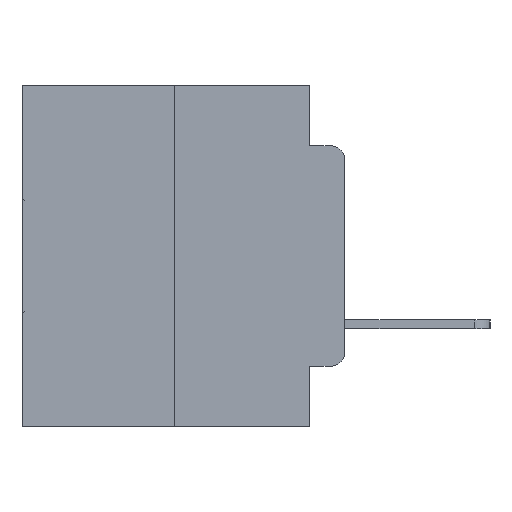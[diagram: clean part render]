
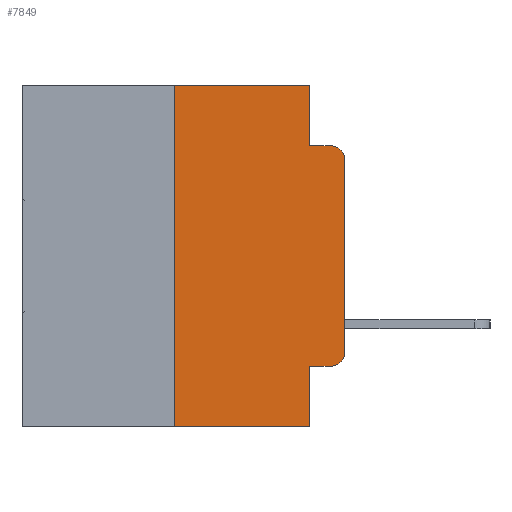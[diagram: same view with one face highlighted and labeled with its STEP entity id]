
A CAD part, left-side view. The second image highlights one B-rep face of the part: STEP entity #7849.
In plain terms, the highlighted planar face has unit normal (-1, 0, 0).
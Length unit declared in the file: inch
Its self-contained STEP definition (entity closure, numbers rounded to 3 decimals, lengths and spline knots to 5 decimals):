
#1214 = CARTESIAN_POINT ( 'NONE',  ( 0., 0.473, 0. ) ) ;
#1235 = DIRECTION ( 'NONE',  ( 0., 0., 1. ) ) ;
#1929 = LINE ( 'NONE', #1214, #11907 ) ;
#1991 = VERTEX_POINT ( 'NONE', #26301 ) ;
#2534 = ORIENTED_EDGE ( 'NONE', *, *, #11788, .F. ) ;
#2579 = DIRECTION ( 'NONE',  ( -1., 0., 0. ) ) ;
#2782 = VECTOR ( 'NONE', #7712, 39.37008 ) ;
#3004 = EDGE_CURVE ( 'NONE', #12294, #17530, #15761, .T. ) ;
#3251 = ORIENTED_EDGE ( 'NONE', *, *, #8761, .T. ) ;
#3721 = VECTOR ( 'NONE', #4059, 39.37008 ) ;
#4059 = DIRECTION ( 'NONE',  ( 0., -1., 0. ) ) ;
#4300 = VECTOR ( 'NONE', #19477, 39.37008 ) ;
#5260 = DIRECTION ( 'NONE',  ( 0., 0., -1. ) ) ;
#5381 = CARTESIAN_POINT ( 'NONE',  ( 0., 0.051, -0.4115 ) ) ;
#5932 = CARTESIAN_POINT ( 'NONE',  ( 0., 0.051, 0. ) ) ;
#6088 = CARTESIAN_POINT ( 'NONE',  ( 0., 0.25, 0. ) ) ;
#6319 = AXIS2_PLACEMENT_3D ( 'NONE', #16163, #2579, #18439 ) ;
#6371 = CARTESIAN_POINT ( 'NONE',  ( 0., 0.473, -0.5 ) ) ;
#7050 = VERTEX_POINT ( 'NONE', #14645 ) ;
#7693 = VERTEX_POINT ( 'NONE', #15106 ) ;
#7712 = DIRECTION ( 'NONE',  ( 0., -1., 0. ) ) ;
#7849 = ADVANCED_FACE ( 'NONE', ( #17412 ), #15591, .F. ) ;
#7916 = ORIENTED_EDGE ( 'NONE', *, *, #3004, .T. ) ;
#8627 = VECTOR ( 'NONE', #11628, 39.37008 ) ;
#8761 = EDGE_CURVE ( 'NONE', #7050, #24504, #17359, .T. ) ;
#8900 = DIRECTION ( 'NONE',  ( 1., 0., 0. ) ) ;
#10115 = VECTOR ( 'NONE', #21862, 39.37008 ) ;
#10291 = EDGE_CURVE ( 'NONE', #16734, #7050, #14858, .T. ) ;
#11361 = DIRECTION ( 'NONE',  ( -1., 0., 0. ) ) ;
#11628 = DIRECTION ( 'NONE',  ( 0., -1., 0. ) ) ;
#11788 = EDGE_CURVE ( 'NONE', #16734, #17530, #26771, .T. ) ;
#11907 = VECTOR ( 'NONE', #12581, 39.37008 ) ;
#12294 = VERTEX_POINT ( 'NONE', #16120 ) ;
#12457 = VERTEX_POINT ( 'NONE', #23347 ) ;
#12568 = EDGE_CURVE ( 'NONE', #16045, #23258, #1929, .T. ) ;
#12581 = DIRECTION ( 'NONE',  ( 0., -1., 0. ) ) ;
#13289 = EDGE_CURVE ( 'NONE', #12294, #16045, #23423, .T. ) ;
#13326 = AXIS2_PLACEMENT_3D ( 'NONE', #17782, #8900, #24510 ) ;
#13873 = CARTESIAN_POINT ( 'NONE',  ( 0., 0.051, -0.0885 ) ) ;
#14019 = LINE ( 'NONE', #17131, #24457 ) ;
#14610 = ORIENTED_EDGE ( 'NONE', *, *, #10291, .T. ) ;
#14645 = CARTESIAN_POINT ( 'NONE',  ( 0., 0.02, -0.4115 ) ) ;
#14801 = EDGE_CURVE ( 'NONE', #23258, #12457, #22306, .T. ) ;
#14858 = LINE ( 'NONE', #5381, #2782 ) ;
#15106 = CARTESIAN_POINT ( 'NONE',  ( 0., 0., -0.1085 ) ) ;
#15591 = PLANE ( 'NONE',  #13326 ) ;
#15761 = LINE ( 'NONE', #6371, #3721 ) ;
#15808 = EDGE_LOOP ( 'NONE', ( #27264, #16359, #17087, #28563, #17797, #25006, #7916, #2534, #14610, #3251 ) ) ;
#16045 = VERTEX_POINT ( 'NONE', #19714 ) ;
#16120 = CARTESIAN_POINT ( 'NONE',  ( 0., 0.25, -0.5 ) ) ;
#16163 = CARTESIAN_POINT ( 'NONE',  ( 0., 0.02, -0.1085 ) ) ;
#16294 = EDGE_CURVE ( 'NONE', #12457, #1991, #19911, .T. ) ;
#16359 = ORIENTED_EDGE ( 'NONE', *, *, #17835, .T. ) ;
#16734 = VERTEX_POINT ( 'NONE', #26365 ) ;
#17043 = CARTESIAN_POINT ( 'NONE',  ( 0., 0.051, 0. ) ) ;
#17087 = ORIENTED_EDGE ( 'NONE', *, *, #16294, .F. ) ;
#17131 = CARTESIAN_POINT ( 'NONE',  ( 0., 0., 0. ) ) ;
#17285 = CARTESIAN_POINT ( 'NONE',  ( 0., 0.051, -0.5 ) ) ;
#17359 = CIRCLE ( 'NONE', #28339, 0.02 ) ;
#17412 = FACE_OUTER_BOUND ( 'NONE', #15808, .T. ) ;
#17530 = VERTEX_POINT ( 'NONE', #17285 ) ;
#17782 = CARTESIAN_POINT ( 'NONE',  ( 0., 0.473, 0. ) ) ;
#17797 = ORIENTED_EDGE ( 'NONE', *, *, #12568, .F. ) ;
#17835 = EDGE_CURVE ( 'NONE', #7693, #1991, #26901, .T. ) ;
#18439 = DIRECTION ( 'NONE',  ( 0., 0., -1. ) ) ;
#19477 = DIRECTION ( 'NONE',  ( 0., 0., -1. ) ) ;
#19714 = CARTESIAN_POINT ( 'NONE',  ( 0., 0.25, 0. ) ) ;
#19911 = LINE ( 'NONE', #13873, #8627 ) ;
#20831 = EDGE_CURVE ( 'NONE', #24504, #7693, #14019, .T. ) ;
#21677 = CARTESIAN_POINT ( 'NONE',  ( 0., 0., -0.3915 ) ) ;
#21862 = DIRECTION ( 'NONE',  ( 0., 0., 1. ) ) ;
#22306 = LINE ( 'NONE', #5932, #4300 ) ;
#23258 = VERTEX_POINT ( 'NONE', #17043 ) ;
#23347 = CARTESIAN_POINT ( 'NONE',  ( 0., 0.051, -0.0885 ) ) ;
#23423 = LINE ( 'NONE', #6088, #10115 ) ;
#24457 = VECTOR ( 'NONE', #1235, 39.37008 ) ;
#24504 = VERTEX_POINT ( 'NONE', #21677 ) ;
#24510 = DIRECTION ( 'NONE',  ( 0., 0., -1. ) ) ;
#24672 = CARTESIAN_POINT ( 'NONE',  ( 0., 0.02, -0.3915 ) ) ;
#25006 = ORIENTED_EDGE ( 'NONE', *, *, #13289, .F. ) ;
#26132 = VECTOR ( 'NONE', #5260, 39.37008 ) ;
#26301 = CARTESIAN_POINT ( 'NONE',  ( 0., 0.02, -0.0885 ) ) ;
#26365 = CARTESIAN_POINT ( 'NONE',  ( 0., 0.051, -0.4115 ) ) ;
#26764 = DIRECTION ( 'NONE',  ( 0., 0., -1. ) ) ;
#26771 = LINE ( 'NONE', #27382, #26132 ) ;
#26901 = CIRCLE ( 'NONE', #6319, 0.02 ) ;
#27264 = ORIENTED_EDGE ( 'NONE', *, *, #20831, .T. ) ;
#27382 = CARTESIAN_POINT ( 'NONE',  ( 0., 0.051, 0. ) ) ;
#28339 = AXIS2_PLACEMENT_3D ( 'NONE', #24672, #11361, #26764 ) ;
#28563 = ORIENTED_EDGE ( 'NONE', *, *, #14801, .F. ) ;
